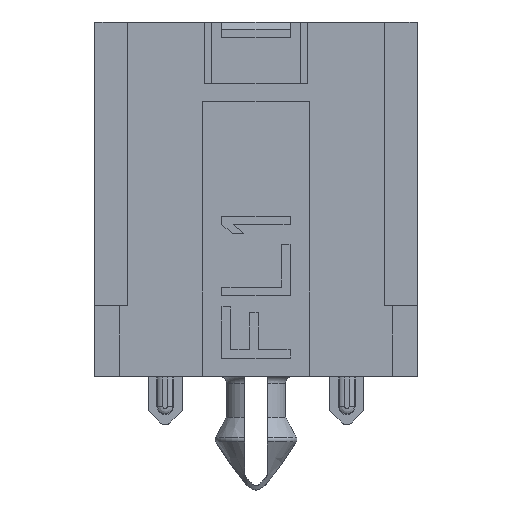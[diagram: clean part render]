
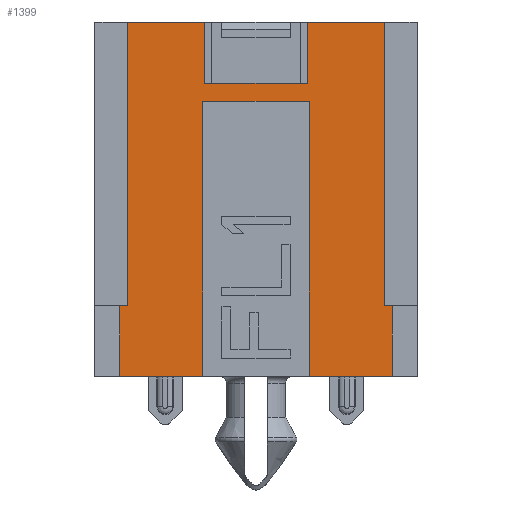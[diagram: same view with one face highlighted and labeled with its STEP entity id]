
A CAD part, front view. The second image highlights one B-rep face of the part: STEP entity #1399.
In plain terms, the highlighted planar face has unit normal (0, -1, 0).
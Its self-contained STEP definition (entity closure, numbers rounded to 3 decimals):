
#499=PLANE('',#18633);
#1399=ADVANCED_FACE('',(#2451),#499,.F.);
#2451=FACE_OUTER_BOUND('',#3376,.T.);
#3376=EDGE_LOOP('',(#10260,#10261,#10262,#10263,#10264,#10265,#10266,#10267,
#10268,#10269,#10270,#10271,#10272,#10273,#10274,#10275));
#4613=LINE('',#27046,#6786);
#4614=LINE('',#27049,#6787);
#4615=LINE('',#27051,#6788);
#4616=LINE('',#27053,#6789);
#4617=LINE('',#27055,#6790);
#4618=LINE('',#27057,#6791);
#4619=LINE('',#27059,#6792);
#4620=LINE('',#27061,#6793);
#4621=LINE('',#27063,#6794);
#4622=LINE('',#27065,#6795);
#4623=LINE('',#27067,#6796);
#4624=LINE('',#27069,#6797);
#4625=LINE('',#27071,#6798);
#4626=LINE('',#27073,#6799);
#4627=LINE('',#27075,#6800);
#4628=LINE('',#27077,#6801);
#6786=VECTOR('',#21147,1.);
#6787=VECTOR('',#21148,1.);
#6788=VECTOR('',#21149,1.);
#6789=VECTOR('',#21150,1.);
#6790=VECTOR('',#21151,1.);
#6791=VECTOR('',#21152,1.);
#6792=VECTOR('',#21153,1.);
#6793=VECTOR('',#21154,1.);
#6794=VECTOR('',#21155,1.);
#6795=VECTOR('',#21156,1.);
#6796=VECTOR('',#21157,1.);
#6797=VECTOR('',#21158,1.);
#6798=VECTOR('',#21159,1.);
#6799=VECTOR('',#21160,1.);
#6800=VECTOR('',#21161,1.);
#6801=VECTOR('',#21162,1.);
#10260=ORIENTED_EDGE('',*,*,#16090,.F.);
#10261=ORIENTED_EDGE('',*,*,#16091,.F.);
#10262=ORIENTED_EDGE('',*,*,#16092,.F.);
#10263=ORIENTED_EDGE('',*,*,#16093,.T.);
#10264=ORIENTED_EDGE('',*,*,#16094,.F.);
#10265=ORIENTED_EDGE('',*,*,#16095,.F.);
#10266=ORIENTED_EDGE('',*,*,#16096,.F.);
#10267=ORIENTED_EDGE('',*,*,#16097,.T.);
#10268=ORIENTED_EDGE('',*,*,#16098,.F.);
#10269=ORIENTED_EDGE('',*,*,#16099,.F.);
#10270=ORIENTED_EDGE('',*,*,#16100,.F.);
#10271=ORIENTED_EDGE('',*,*,#16101,.T.);
#10272=ORIENTED_EDGE('',*,*,#16102,.T.);
#10273=ORIENTED_EDGE('',*,*,#16103,.F.);
#10274=ORIENTED_EDGE('',*,*,#16104,.F.);
#10275=ORIENTED_EDGE('',*,*,#16105,.T.);
#14054=VERTEX_POINT('',#27047);
#14055=VERTEX_POINT('',#27048);
#14056=VERTEX_POINT('',#27050);
#14057=VERTEX_POINT('',#27052);
#14058=VERTEX_POINT('',#27054);
#14059=VERTEX_POINT('',#27056);
#14060=VERTEX_POINT('',#27058);
#14061=VERTEX_POINT('',#27060);
#14062=VERTEX_POINT('',#27062);
#14063=VERTEX_POINT('',#27064);
#14064=VERTEX_POINT('',#27066);
#14065=VERTEX_POINT('',#27068);
#14066=VERTEX_POINT('',#27070);
#14067=VERTEX_POINT('',#27072);
#14068=VERTEX_POINT('',#27074);
#14069=VERTEX_POINT('',#27076);
#16090=EDGE_CURVE('',#14054,#14055,#4613,.T.);
#16091=EDGE_CURVE('',#14056,#14054,#4614,.T.);
#16092=EDGE_CURVE('',#14057,#14056,#4615,.T.);
#16093=EDGE_CURVE('',#14057,#14058,#4616,.T.);
#16094=EDGE_CURVE('',#14059,#14058,#4617,.T.);
#16095=EDGE_CURVE('',#14060,#14059,#4618,.T.);
#16096=EDGE_CURVE('',#14061,#14060,#4619,.T.);
#16097=EDGE_CURVE('',#14061,#14062,#4620,.T.);
#16098=EDGE_CURVE('',#14063,#14062,#4621,.T.);
#16099=EDGE_CURVE('',#14064,#14063,#4622,.T.);
#16100=EDGE_CURVE('',#14065,#14064,#4623,.T.);
#16101=EDGE_CURVE('',#14065,#14066,#4624,.T.);
#16102=EDGE_CURVE('',#14066,#14067,#4625,.T.);
#16103=EDGE_CURVE('',#14068,#14067,#4626,.T.);
#16104=EDGE_CURVE('',#14069,#14068,#4627,.T.);
#16105=EDGE_CURVE('',#14069,#14055,#4628,.T.);
#18633=AXIS2_PLACEMENT_3D('',#27078,#21163,#21164);
#21147=DIRECTION('',(1.,0.,0.));
#21148=DIRECTION('',(0.,0.,-1.));
#21149=DIRECTION('',(1.,0.,0.));
#21150=DIRECTION('',(0.,0.,-1.));
#21151=DIRECTION('',(1.,0.,0.));
#21152=DIRECTION('',(0.,0.,1.));
#21153=DIRECTION('',(-1.,0.,0.));
#21154=DIRECTION('',(0.,0.,1.));
#21155=DIRECTION('',(-1.,0.,0.));
#21156=DIRECTION('',(0.,0.,1.));
#21157=DIRECTION('',(-1.,0.,0.));
#21158=DIRECTION('',(0.,0.,1.));
#21159=DIRECTION('',(-1.,0.,0.));
#21160=DIRECTION('',(0.,0.,-1.));
#21161=DIRECTION('',(1.,0.,0.));
#21162=DIRECTION('',(0.,0.,-1.));
#21163=DIRECTION('',(0.,1.,0.));
#21164=DIRECTION('',(-1.,0.,0.));
#27046=CARTESIAN_POINT('',(-2.25,-3.,5.1));
#27047=CARTESIAN_POINT('',(-2.25,-3.,5.1));
#27048=CARTESIAN_POINT('',(2.25,-3.,5.1));
#27049=CARTESIAN_POINT('',(-2.25,-3.,7.8));
#27050=CARTESIAN_POINT('',(-2.25,-3.,7.8));
#27051=CARTESIAN_POINT('',(-5.65,-3.,7.8));
#27052=CARTESIAN_POINT('',(-5.65,-3.,7.8));
#27053=CARTESIAN_POINT('',(-5.65,-3.,7.8));
#27054=CARTESIAN_POINT('',(-5.65,-3.,-4.7));
#27055=CARTESIAN_POINT('',(-6.743,-3.,-4.7));
#27056=CARTESIAN_POINT('',(-6.743,-3.,-4.7));
#27057=CARTESIAN_POINT('',(-6.743,-3.,-7.8));
#27058=CARTESIAN_POINT('',(-6.743,-3.,-7.8));
#27059=CARTESIAN_POINT('',(-2.35,-3.,-7.8));
#27060=CARTESIAN_POINT('',(-2.35,-3.,-7.8));
#27061=CARTESIAN_POINT('',(-2.35,-3.,-7.8));
#27062=CARTESIAN_POINT('',(-2.35,-3.,4.3));
#27063=CARTESIAN_POINT('',(2.35,-3.,4.3));
#27064=CARTESIAN_POINT('',(2.35,-3.,4.3));
#27065=CARTESIAN_POINT('',(2.35,-3.,-7.8));
#27066=CARTESIAN_POINT('',(2.35,-3.,-7.8));
#27067=CARTESIAN_POINT('',(6.525,-3.,-7.8));
#27068=CARTESIAN_POINT('',(6.525,-3.,-7.8));
#27069=CARTESIAN_POINT('',(6.525,-3.,-7.8));
#27070=CARTESIAN_POINT('',(6.525,-3.,-4.7));
#27071=CARTESIAN_POINT('',(6.525,-3.,-4.7));
#27072=CARTESIAN_POINT('',(5.65,-3.,-4.7));
#27073=CARTESIAN_POINT('',(5.65,-3.,7.8));
#27074=CARTESIAN_POINT('',(5.65,-3.,7.8));
#27075=CARTESIAN_POINT('',(2.25,-3.,7.8));
#27076=CARTESIAN_POINT('',(2.25,-3.,7.8));
#27077=CARTESIAN_POINT('',(2.25,-3.,7.8));
#27078=CARTESIAN_POINT('',(0.,-3.,0.));
